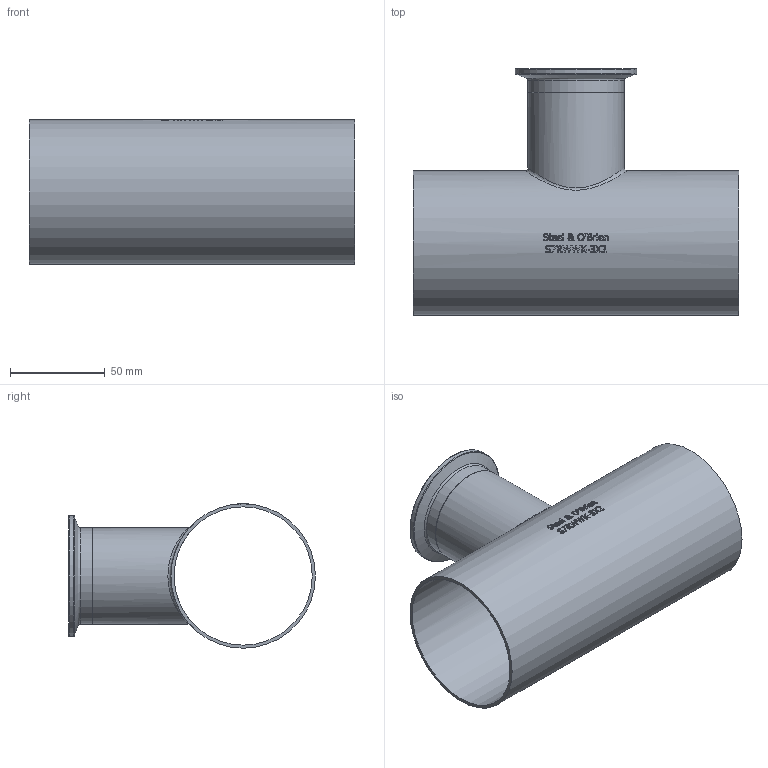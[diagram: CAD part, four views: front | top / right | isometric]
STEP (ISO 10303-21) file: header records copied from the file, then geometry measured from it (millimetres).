
FILE_DESCRIPTION(/* description */ (''),/* implementation_level */ '2;1');
FILE_NAME(/* name */ 'S7RWWK-3X2.stp',/* time_stamp */ '2018-11-29T10:32:26-05:00',/* author */ ('ken'),/* organization */ (''),/* preprocessor_version */ 'ST-DEVELOPER v15.2',/* originating_system */ 'Autodesk Inventor 2014',/* authorisation */ '');
FILE_SCHEMA (('AUTOMOTIVE_DESIGN { 1 0 10303 214 3 1 1 }'));
Length unit declared in the file: inch
Products named in the file (1): S7RWWK-3X2
Bounding box: 171.45 x 130.18 x 76.2 mm (x, y, z)
Volume: 82114.4 mm3; surface area: 97998.2 mm2
Topology: 1 solids, 1 shells, 401 faces, 1078 edges, 715 vertices
Faces by surface type: plane 176, bspline 173, cylinder 40, torus 9, cone 3
Full cylindrical faces by diameter (mm): 47.498 x2, 50.8 x2, 63.906 x1, 72.898 x1, 76.2 x1
Entity records: 15849 total; most frequent: CARTESIAN_POINT 6790, ORIENTED_EDGE 2108, DIRECTION 1376, EDGE_CURVE 1054, VERTEX_POINT 711, LINE 496, VECTOR 496, EDGE_LOOP 461
